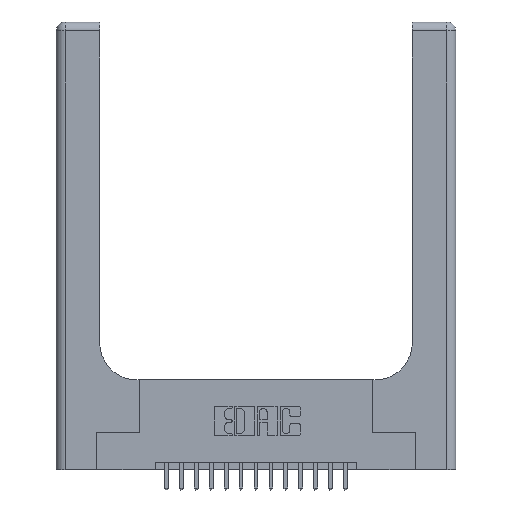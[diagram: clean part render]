
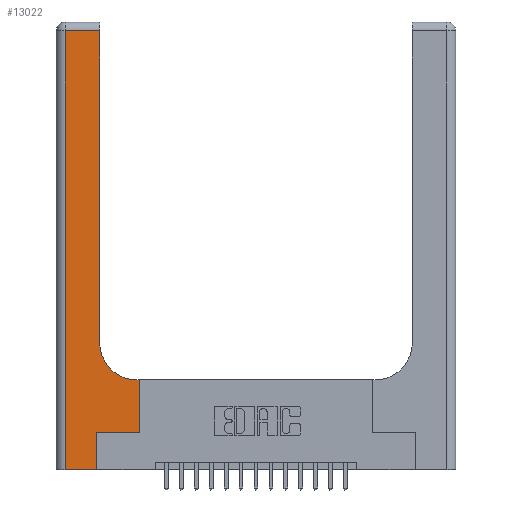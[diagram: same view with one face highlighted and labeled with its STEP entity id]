
A CAD part, top view. The second image highlights one B-rep face of the part: STEP entity #13022.
In plain terms, the highlighted planar face has unit normal (0, 0, 1).
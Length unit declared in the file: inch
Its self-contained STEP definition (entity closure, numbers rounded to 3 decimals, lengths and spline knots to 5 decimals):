
#6 = ORIENTED_EDGE ( 'NONE', *, *, #8314, .T. ) ;
#90 = EDGE_LOOP ( 'NONE', ( #3533, #14973, #6, #217, #7802, #10429, #19054, #10715, #6957 ) ) ;
#217 = ORIENTED_EDGE ( 'NONE', *, *, #1473, .T. ) ;
#525 = CARTESIAN_POINT ( 'NONE',  ( 0.269, 0., 0.37 ) ) ;
#1271 = CARTESIAN_POINT ( 'NONE',  ( 0.5585, 0.25, 0.37 ) ) ;
#1277 = CARTESIAN_POINT ( 'NONE',  ( 0.5415, 0.6, 0.37 ) ) ;
#1473 = EDGE_CURVE ( 'NONE', #8817, #5439, #7080, .T. ) ;
#1542 = AXIS2_PLACEMENT_3D ( 'NONE', #3550, #2190, #5053 ) ;
#1656 = CARTESIAN_POINT ( 'NONE',  ( 0.269, 0., 0.37 ) ) ;
#1713 = CARTESIAN_POINT ( 'NONE',  ( 0.269, 0.25, 0.37 ) ) ;
#1928 = VECTOR ( 'NONE', #8028, 39.37008 ) ;
#2124 = VECTOR ( 'NONE', #12601, 39.37008 ) ;
#2190 = DIRECTION ( 'NONE',  ( 0., 0., -1. ) ) ;
#2464 = CARTESIAN_POINT ( 'NONE',  ( 0.269, 0.25, 0.37 ) ) ;
#3343 = DIRECTION ( 'NONE',  ( 1., 0., 0. ) ) ;
#3406 = CARTESIAN_POINT ( 'NONE',  ( 0.2915, 0.6, 0.37 ) ) ;
#3533 = ORIENTED_EDGE ( 'NONE', *, *, #5757, .T. ) ;
#3550 = CARTESIAN_POINT ( 'NONE',  ( 0., 3., 0.37 ) ) ;
#4222 = EDGE_CURVE ( 'NONE', #12578, #11421, #14904, .T. ) ;
#4588 = CARTESIAN_POINT ( 'NONE',  ( 0.5415, 0.85, 0.37 ) ) ;
#4729 = EDGE_CURVE ( 'NONE', #9704, #13266, #17458, .T. ) ;
#4877 = CARTESIAN_POINT ( 'NONE',  ( 0.2915, 2.94, 0.37 ) ) ;
#5053 = DIRECTION ( 'NONE',  ( -1., 0., 0. ) ) ;
#5439 = VERTEX_POINT ( 'NONE', #525 ) ;
#5757 = EDGE_CURVE ( 'NONE', #11421, #8815, #13856, .T. ) ;
#5924 = VECTOR ( 'NONE', #9450, 39.37008 ) ;
#6603 = AXIS2_PLACEMENT_3D ( 'NONE', #4588, #13648, #3343 ) ;
#6720 = DIRECTION ( 'NONE',  ( 1., 0., 0. ) ) ;
#6957 = ORIENTED_EDGE ( 'NONE', *, *, #4222, .T. ) ;
#7080 = LINE ( 'NONE', #14123, #1928 ) ;
#7538 = LINE ( 'NONE', #3406, #13824 ) ;
#7802 = ORIENTED_EDGE ( 'NONE', *, *, #7975, .T. ) ;
#7975 = EDGE_CURVE ( 'NONE', #5439, #8576, #16122, .T. ) ;
#8021 = FACE_OUTER_BOUND ( 'NONE', #90, .T. ) ;
#8028 = DIRECTION ( 'NONE',  ( 1., 0., 0. ) ) ;
#8314 = EDGE_CURVE ( 'NONE', #18096, #8817, #15419, .T. ) ;
#8576 = VERTEX_POINT ( 'NONE', #1713 ) ;
#8815 = VERTEX_POINT ( 'NONE', #4877 ) ;
#8817 = VERTEX_POINT ( 'NONE', #9437 ) ;
#9144 = VECTOR ( 'NONE', #10359, 39.37008 ) ;
#9312 = EDGE_CURVE ( 'NONE', #8576, #9704, #18421, .T. ) ;
#9437 = CARTESIAN_POINT ( 'NONE',  ( 0.06, 0., 0.37 ) ) ;
#9450 = DIRECTION ( 'NONE',  ( 0., 1., 0. ) ) ;
#9704 = VERTEX_POINT ( 'NONE', #17910 ) ;
#9819 = CARTESIAN_POINT ( 'NONE',  ( 0., 2.94, 0.37 ) ) ;
#10359 = DIRECTION ( 'NONE',  ( 0., 1., 0. ) ) ;
#10429 = ORIENTED_EDGE ( 'NONE', *, *, #9312, .T. ) ;
#10715 = ORIENTED_EDGE ( 'NONE', *, *, #13399, .T. ) ;
#10904 = VECTOR ( 'NONE', #11312, 39.37008 ) ;
#11312 = DIRECTION ( 'NONE',  ( -1., 0., 0. ) ) ;
#11421 = VERTEX_POINT ( 'NONE', #17397 ) ;
#12578 = VERTEX_POINT ( 'NONE', #1277 ) ;
#12601 = DIRECTION ( 'NONE',  ( 0., -1., 0. ) ) ;
#13022 = ADVANCED_FACE ( 'NONE', ( #8021 ), #13918, .F. ) ;
#13266 = VERTEX_POINT ( 'NONE', #19226 ) ;
#13399 = EDGE_CURVE ( 'NONE', #13266, #12578, #7538, .T. ) ;
#13648 = DIRECTION ( 'NONE',  ( 0., 0., -1. ) ) ;
#13824 = VECTOR ( 'NONE', #16460, 39.37008 ) ;
#13856 = LINE ( 'NONE', #17021, #5924 ) ;
#13918 = PLANE ( 'NONE',  #1542 ) ;
#13949 = LINE ( 'NONE', #9819, #10904 ) ;
#14123 = CARTESIAN_POINT ( 'NONE',  ( 0., 0., 0.37 ) ) ;
#14405 = VECTOR ( 'NONE', #16417, 39.37008 ) ;
#14904 = CIRCLE ( 'NONE', #6603, 0.25 ) ;
#14973 = ORIENTED_EDGE ( 'NONE', *, *, #16227, .T. ) ;
#15419 = LINE ( 'NONE', #15525, #2124 ) ;
#15525 = CARTESIAN_POINT ( 'NONE',  ( 0.06, 3., 0.37 ) ) ;
#16086 = VECTOR ( 'NONE', #6720, 39.37008 ) ;
#16122 = LINE ( 'NONE', #1656, #9144 ) ;
#16227 = EDGE_CURVE ( 'NONE', #8815, #18096, #13949, .T. ) ;
#16417 = DIRECTION ( 'NONE',  ( 0., 1., 0. ) ) ;
#16460 = DIRECTION ( 'NONE',  ( -1., 0., 0. ) ) ;
#17021 = CARTESIAN_POINT ( 'NONE',  ( 0.2915, 3., 0.37 ) ) ;
#17397 = CARTESIAN_POINT ( 'NONE',  ( 0.2915, 0.85, 0.37 ) ) ;
#17458 = LINE ( 'NONE', #1271, #14405 ) ;
#17866 = CARTESIAN_POINT ( 'NONE',  ( 0.06, 2.94, 0.37 ) ) ;
#17910 = CARTESIAN_POINT ( 'NONE',  ( 0.5585, 0.25, 0.37 ) ) ;
#18096 = VERTEX_POINT ( 'NONE', #17866 ) ;
#18421 = LINE ( 'NONE', #2464, #16086 ) ;
#19054 = ORIENTED_EDGE ( 'NONE', *, *, #4729, .T. ) ;
#19226 = CARTESIAN_POINT ( 'NONE',  ( 0.5585, 0.6, 0.37 ) ) ;
